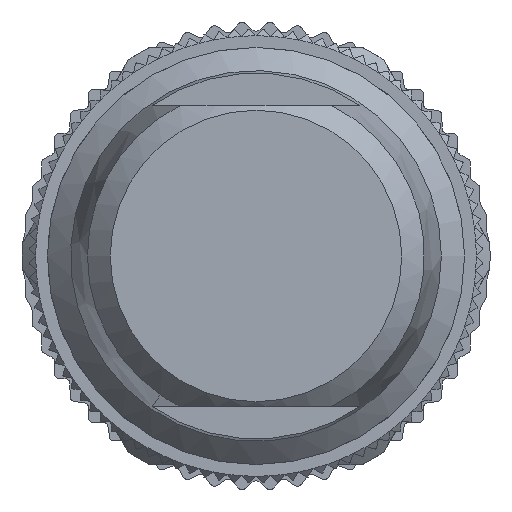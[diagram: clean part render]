
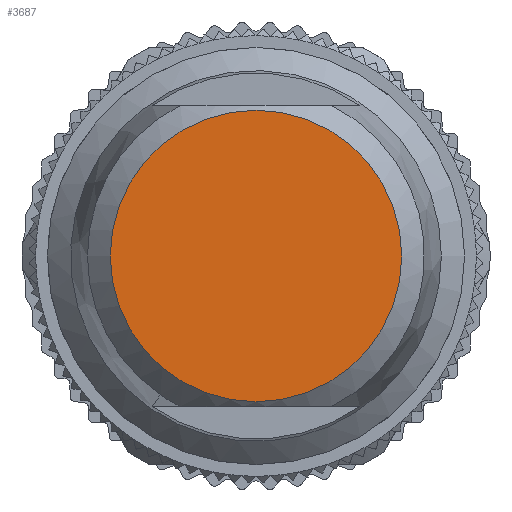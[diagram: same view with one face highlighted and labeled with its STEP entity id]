
A CAD part, left-side view. The second image highlights one B-rep face of the part: STEP entity #3687.
In plain terms, the highlighted planar face has unit normal (-1, 0, 0).
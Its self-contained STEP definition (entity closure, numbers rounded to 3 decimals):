
#729=FACE_OUTER_BOUND('',#4981,.T.);
#3687=ADVANCED_FACE('',(#729),#4391,.T.);
#4391=PLANE('',#13715);
#4981=EDGE_LOOP('',(#6998));
#6998=ORIENTED_EDGE('',*,*,#11453,.F.);
#10019=VERTEX_POINT('',#21741);
#11453=EDGE_CURVE('',#10019,#10019,#12863,.T.);
#12863=CIRCLE('',#13704,6.29);
#13704=AXIS2_PLACEMENT_3D('',#21740,#15868,#15869);
#13715=AXIS2_PLACEMENT_3D('',#21758,#15890,#15891);
#15868=DIRECTION('',(1.,0.,0.));
#15869=DIRECTION('',(0.,1.,0.));
#15890=DIRECTION('',(-1.,0.,0.));
#15891=DIRECTION('',(0.,-1.,0.));
#21740=CARTESIAN_POINT('',(-63.7,0.,0.));
#21741=CARTESIAN_POINT('',(-63.7,6.29,0.));
#21758=CARTESIAN_POINT('',(-63.7,0.,0.));
